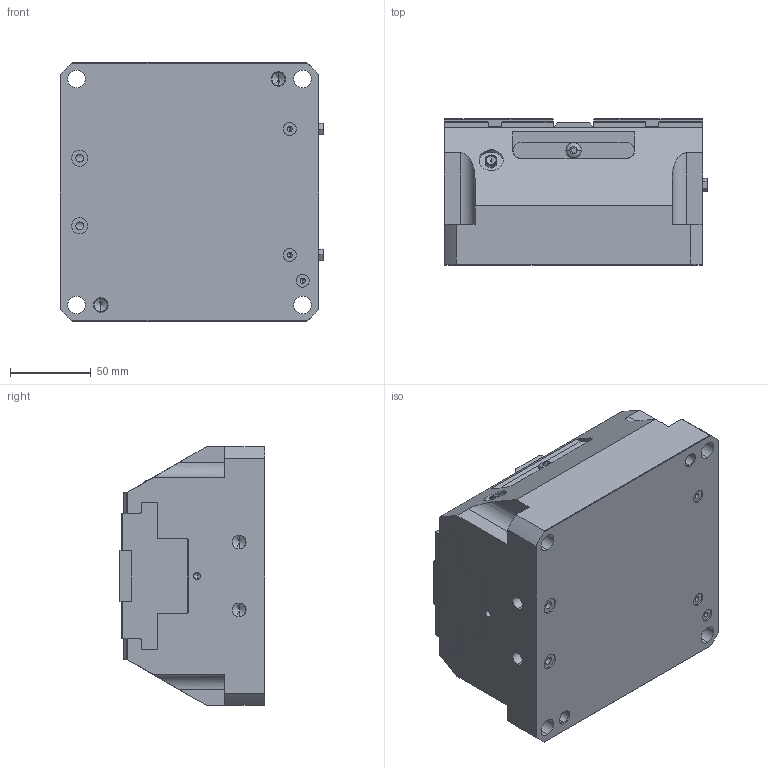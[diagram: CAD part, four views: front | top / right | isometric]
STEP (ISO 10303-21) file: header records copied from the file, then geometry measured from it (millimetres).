
FILE_DESCRIPTION((''),'2;1');
FILE_NAME('ILCM-VFB-160-C1-ID','2024-03-20T07:23:18',('AThompson'),(''),'CREO PARAMETRIC BY PTC INC, 2021164','CREO PARAMETRIC BY PTC INC, 2021164','');
FILE_SCHEMA(('AUTOMOTIVE_DESIGN { 1 0 10303 214 1 1 1 1 }'));
Length unit declared in the file: millimetre
Products named in the file (8): CORPO; GRIFFA_C1; COPERCHIO; ISO_2338_-_5_H8_X_10_-_B_3_; DIN_7991_-_M4X8; MASCHERINA-NO_SENS; VTB_M5; ILCM-VFB-160-C1-ID
Assembly tree (10 placements, depth 2):
  ILCM-VFB-160-C1-ID
    CORPO
    GRIFFA_C1  x2
    COPERCHIO
    ISO_2338_-_5_H8_X_10_-_B_3_  x2
    DIN_7991_-_M4X8  x2
    MASCHERINA-NO_SENS
    VTB_M5
Bounding box: 163 x 90.3 x 160 mm (x, y, z)
Volume: 1895093.9 mm3; surface area: 183735.7 mm2
Topology: 10 solids, 12 shells, 600 faces, 1525 edges, 925 vertices
Faces by surface type: plane 275, cylinder 171, cone 142, sphere 6, torus 4, bspline 2
Entity records: 16432 total; most frequent: CARTESIAN_POINT 2886, DIRECTION 2431, ORIENTED_EDGE 2192, EDGE_CURVE 1096, AXIS2_PLACEMENT_3D 877, VERTEX_POINT 707, VECTOR 653, LINE 653
